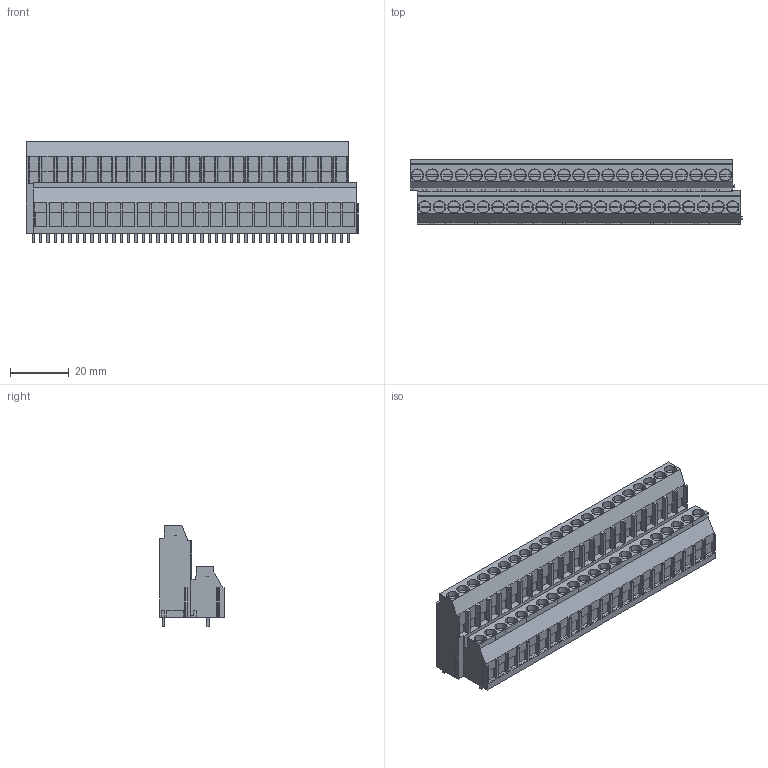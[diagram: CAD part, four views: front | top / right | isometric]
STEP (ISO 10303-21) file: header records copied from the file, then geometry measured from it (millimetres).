
FILE_DESCRIPTION(('CATIA V5 STEP','CAx-IF Rec.Pracs.--- Model Styling and Organization---1.4--- 2014-01-23'),'2;1');
FILE_NAME ('D1460971_1', '2024-03-18T13:07:56+00:00', ('none'), ('Weidmueller'), 'CATIA Version 5-6 Release 2016 SP3 HF44', 'CATIA V5 STEP AP214', 'none');
FILE_SCHEMA(('AUTOMOTIVE_DESIGN { 1 0 10303 214 1 1 1 1 }'));
Products named in the file (1): 1977450000
Bounding box: 113.15 x 21.94 x 34.47 mm (x, y, z)
Volume: 46453.8 mm3; surface area: 22357.1 mm2
Topology: 89 solids, 89 shells, 2422 faces, 6974 edges, 4775 vertices
Faces by surface type: plane 2246, cylinder 176
Entity records: 72062 total; most frequent: ORIENTED_EDGE 13948, CARTESIAN_POINT 13821, DIRECTION 8954, EDGE_CURVE 6974, VECTOR 6168, LINE 6168, VERTEX_POINT 4775, EDGE_LOOP 2467
